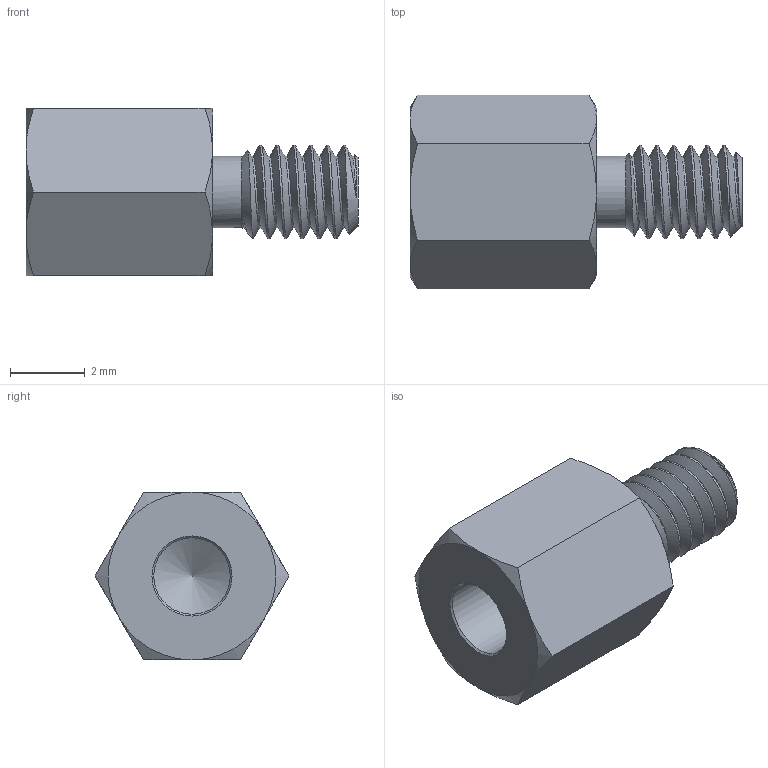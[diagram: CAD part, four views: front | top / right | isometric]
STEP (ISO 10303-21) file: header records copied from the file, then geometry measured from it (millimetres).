
FILE_DESCRIPTION (( 'STEP AP214' ), '1' );
FILE_NAME ('025552-GEO_2.STEP', '2022-02-17T15:57:01', ( '' ), ( '' ), 'SwSTEP 2.0', 'SolidWorks 2020', '' );
FILE_SCHEMA (( 'AUTOMOTIVE_DESIGN' ));
Length unit declared in the file: millimetre
Products named in the file (1): 025552-GEO_2
Bounding box: 8.9 x 5.2 x 4.5 mm (x, y, z)
Volume: 94.3 mm3; surface area: 166 mm2
Topology: 1 solids, 1 shells, 32 faces, 73 edges, 44 vertices
Faces by surface type: cone 17, plane 9, cylinder 3, bspline 3
Full cylindrical faces by diameter (mm): 1.91 x1, 2.05 x1
Entity records: 1956 total; most frequent: CARTESIAN_POINT 1339, ORIENTED_EDGE 120, DIRECTION 104, EDGE_CURVE 60, AXIS2_PLACEMENT_3D 49, EDGE_LOOP 38, VERTEX_POINT 38, FACE_OUTER_BOUND 33
